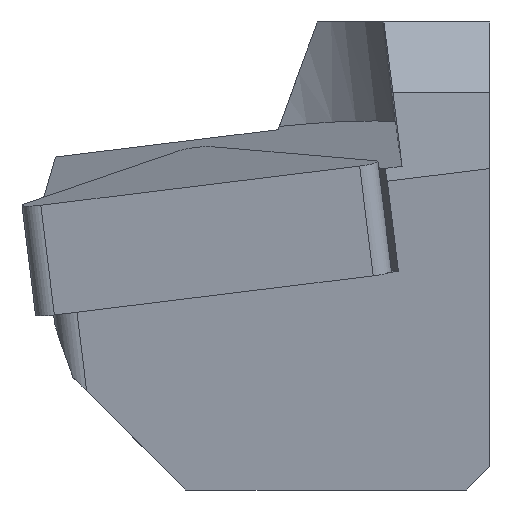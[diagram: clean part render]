
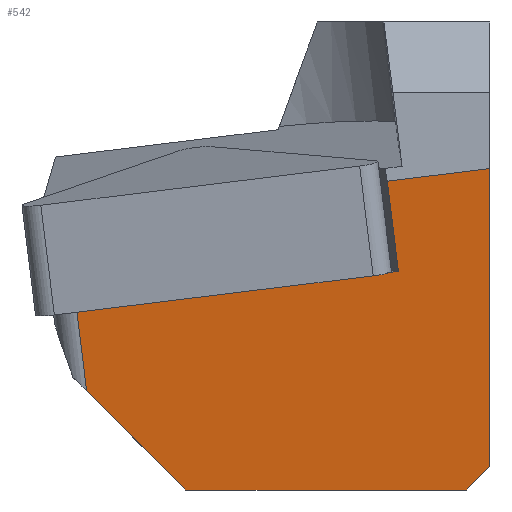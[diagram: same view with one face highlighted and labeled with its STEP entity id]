
A CAD part, left-side view. The second image highlights one B-rep face of the part: STEP entity #542.
In plain terms, the highlighted planar face has unit normal (-0.993, -0.015, -0.121).
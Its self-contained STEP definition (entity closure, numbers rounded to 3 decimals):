
#504=FACE_OUTER_BOUND('',#693,.T.);
#542=ADVANCED_FACE('',(#504),#594,.F.);
#594=PLANE('',#1352);
#693=EDGE_LOOP('',(#787,#788,#789,#790,#791,#792,#793,#794));
#787=ORIENTED_EDGE('',*,*,#1105,.T.);
#788=ORIENTED_EDGE('',*,*,#1106,.F.);
#789=ORIENTED_EDGE('',*,*,#1107,.F.);
#790=ORIENTED_EDGE('',*,*,#1103,.T.);
#791=ORIENTED_EDGE('',*,*,#1108,.T.);
#792=ORIENTED_EDGE('',*,*,#1109,.F.);
#793=ORIENTED_EDGE('',*,*,#1110,.F.);
#794=ORIENTED_EDGE('',*,*,#1111,.T.);
#1017=VERTEX_POINT('',#1732);
#1018=VERTEX_POINT('',#1734);
#1019=VERTEX_POINT('',#1738);
#1020=VERTEX_POINT('',#1739);
#1021=VERTEX_POINT('',#1741);
#1022=VERTEX_POINT('',#1744);
#1023=VERTEX_POINT('',#1746);
#1024=VERTEX_POINT('',#1748);
#1103=EDGE_CURVE('',#1018,#1017,#1216,.T.);
#1105=EDGE_CURVE('',#1019,#1020,#1218,.T.);
#1106=EDGE_CURVE('',#1021,#1020,#1219,.T.);
#1107=EDGE_CURVE('',#1018,#1021,#1220,.T.);
#1108=EDGE_CURVE('',#1017,#1022,#1221,.T.);
#1109=EDGE_CURVE('',#1023,#1022,#1222,.T.);
#1110=EDGE_CURVE('',#1024,#1023,#1223,.T.);
#1111=EDGE_CURVE('',#1024,#1019,#1224,.T.);
#1216=LINE('',#1733,#1288);
#1218=LINE('',#1737,#1290);
#1219=LINE('',#1740,#1291);
#1220=LINE('',#1742,#1292);
#1221=LINE('',#1743,#1293);
#1222=LINE('',#1745,#1294);
#1223=LINE('',#1747,#1295);
#1224=LINE('',#1749,#1296);
#1288=VECTOR('',#1454,1.);
#1290=VECTOR('',#1458,1.);
#1291=VECTOR('',#1459,1.);
#1292=VECTOR('',#1460,1.);
#1293=VECTOR('',#1461,1.);
#1294=VECTOR('',#1462,1.);
#1295=VECTOR('',#1463,1.);
#1296=VECTOR('',#1464,1.);
#1352=AXIS2_PLACEMENT_3D('',#1750,#1465,#1466);
#1454=DIRECTION('',(0.015,-1.,0.));
#1458=DIRECTION('',(0.,0.993,-0.122));
#1459=DIRECTION('',(-0.122,0.121,0.985));
#1460=DIRECTION('',(-0.096,0.704,0.704));
#1461=DIRECTION('',(-0.075,-0.705,0.705));
#1462=DIRECTION('',(0.121,0.,-0.993));
#1463=DIRECTION('',(0.,-0.993,0.122));
#1464=DIRECTION('',(0.122,-0.121,-0.985));
#1465=DIRECTION('',(0.993,0.015,0.121));
#1466=DIRECTION('',(0.121,0.,-0.993));
#1732=CARTESIAN_POINT('',(2.259,1.,-12.));
#1733=CARTESIAN_POINT('',(2.273,0.034,-12.));
#1734=CARTESIAN_POINT('',(2.079,13.,-12.));
#1737=CARTESIAN_POINT('',(1.076,-1.231,-2.022));
#1738=CARTESIAN_POINT('',(1.076,3.913,-2.653));
#1739=CARTESIAN_POINT('',(1.076,17.659,-4.341));
#1740=CARTESIAN_POINT('',(-17.865,36.46,148.774));
#1741=CARTESIAN_POINT('',(1.499,17.24,-7.76));
#1742=CARTESIAN_POINT('',(-9.47,97.406,72.406));
#1743=CARTESIAN_POINT('',(2.143,-0.082,-10.918));
#1744=CARTESIAN_POINT('',(2.152,0.,-11.));
#1745=CARTESIAN_POINT('',(-0.152,0.,7.908));
#1746=CARTESIAN_POINT('',(0.6,0.,1.736));
#1747=CARTESIAN_POINT('',(0.6,18.354,-0.518));
#1748=CARTESIAN_POINT('',(0.6,4.385,1.197));
#1749=CARTESIAN_POINT('',(-0.456,5.433,9.732));
#1750=CARTESIAN_POINT('',(-17.865,17.57,151.093));
